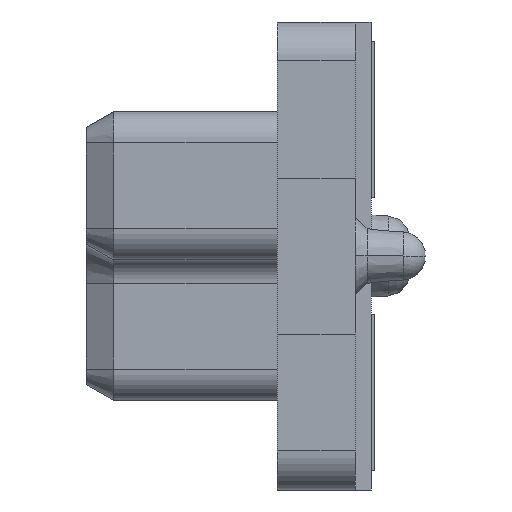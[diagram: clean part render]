
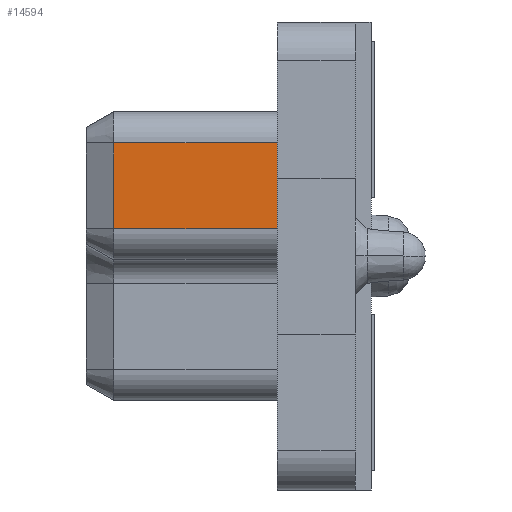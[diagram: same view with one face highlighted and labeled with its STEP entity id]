
A CAD part, left-side view. The second image highlights one B-rep face of the part: STEP entity #14594.
In plain terms, the highlighted planar face has unit normal (-1, 0, 0).
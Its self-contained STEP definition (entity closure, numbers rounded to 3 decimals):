
#943=DIRECTION('',(0.,0.,-1.));
#944=VECTOR('',#943,1.1);
#945=CARTESIAN_POINT('',(-22.075,1.2,1.45));
#946=LINE('12158',#945,#944);
#975=DIRECTION('',(0.,-1.,0.));
#976=VECTOR('',#975,2.1);
#977=CARTESIAN_POINT('',(-22.075,3.3,0.35));
#978=LINE('12159',#977,#976);
#983=DIRECTION('',(0.,1.,0.));
#984=VECTOR('',#983,2.1);
#985=CARTESIAN_POINT('',(-22.075,1.2,1.45));
#986=LINE('12155',#985,#984);
#1122=DIRECTION('',(0.,0.,1.));
#1123=VECTOR('',#1122,1.1);
#1124=CARTESIAN_POINT('',(-22.075,3.3,
0.35));
#1125=LINE('12160',#1124,#1123);
#10393=CARTESIAN_POINT('',(-22.075,1.2,1.45));
#10394=CARTESIAN_POINT('',(-22.075,3.3,
1.45));
#10395=VERTEX_POINT('',#10393);
#10396=VERTEX_POINT('',#10394);
#10397=CARTESIAN_POINT('',(-22.075,1.2,0.35));
#10398=VERTEX_POINT('',#10397);
#10399=CARTESIAN_POINT('',(-22.075,3.3,
0.35));
#10400=VERTEX_POINT('',#10399);
#14581=CARTESIAN_POINT('',(-22.075,2.25,0.9));
#14582=DIRECTION('',(1.,0.,0.));
#14583=DIRECTION('',(0.,0.,1.));
#14584=AXIS2_PLACEMENT_3D('',#14581,#14582,#14583);
#14585=PLANE('10729',#14584);
#14587=ORIENTED_EDGE('12155',*,*,#14586,.F.);
#14588=ORIENTED_EDGE('12158',*,*,#14516,.T.);
#14589=ORIENTED_EDGE('12159',*,*,#14572,.F.);
#14591=ORIENTED_EDGE('12160',*,*,#14590,.T.);
#14592=EDGE_LOOP('10729',(#14587,#14588,#14589,#14591));
#14593=FACE_OUTER_BOUND('10729',#14592,.F.);
#14594=ADVANCED_FACE('10729',(#14593),#14585,.F.);
#14516=EDGE_CURVE('12158',#10395,#10398,#946,.T.);
#14572=EDGE_CURVE('12159',#10400,#10398,#978,.T.);
#14586=EDGE_CURVE('12155',#10395,#10396,#986,.T.);
#14590=EDGE_CURVE('12160',#10400,#10396,#1125,.T.);
